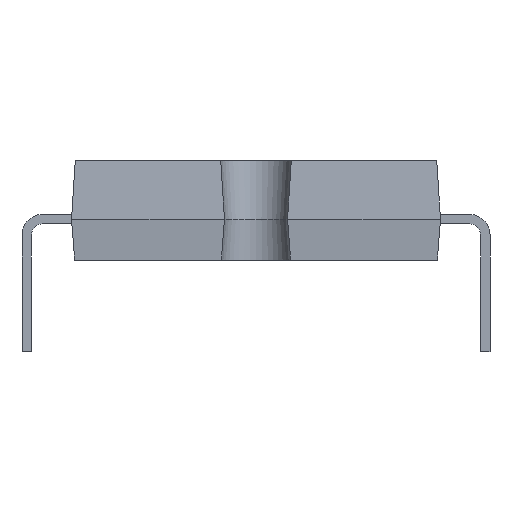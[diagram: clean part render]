
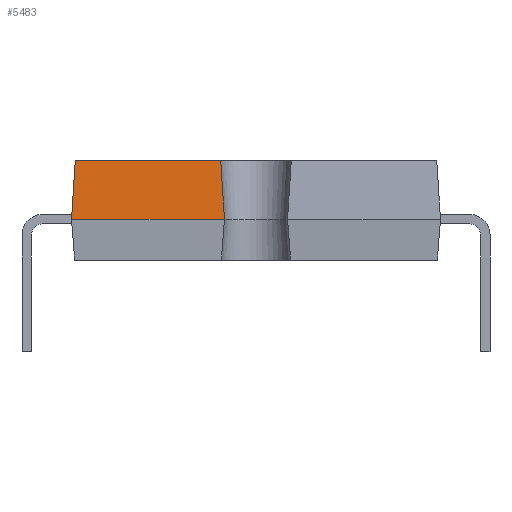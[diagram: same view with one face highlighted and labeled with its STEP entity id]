
A CAD part, left-side view. The second image highlights one B-rep face of the part: STEP entity #5483.
In plain terms, the highlighted planar face has unit normal (-0.998, 0, 0.065).
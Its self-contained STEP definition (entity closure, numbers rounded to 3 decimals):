
#37 = VECTOR ( 'NONE', #21838, 1000. ) ;
#1130 = EDGE_CURVE ( 'NONE', #6765, #4907, #7779, .T. ) ;
#2318 = CARTESIAN_POINT ( 'NONE',  ( -14.5, 5.85, 0. ) ) ;
#2599 = VECTOR ( 'NONE', #16423, 1000. ) ;
#4163 = CARTESIAN_POINT ( 'NONE',  ( -14.38, 1.12, 1.85 ) ) ;
#4322 = ORIENTED_EDGE ( 'NONE', *, *, #12366, .T. ) ;
#4907 = VERTEX_POINT ( 'NONE', #21262 ) ;
#5325 = CARTESIAN_POINT ( 'NONE',  ( -14.5, 1., 0. ) ) ;
#5483 = ADVANCED_FACE ( 'NONE', ( #11468 ), #5597, .T. ) ;
#5597 = PLANE ( 'NONE',  #21267 ) ;
#6341 = ORIENTED_EDGE ( 'NONE', *, *, #8480, .F. ) ;
#6765 = VERTEX_POINT ( 'NONE', #2318 ) ;
#7779 = LINE ( 'NONE', #9511, #12909 ) ;
#8480 = EDGE_CURVE ( 'NONE', #4907, #12847, #10884, .T. ) ;
#9052 = VERTEX_POINT ( 'NONE', #5325 ) ;
#9307 = DIRECTION ( 'NONE',  ( 0., -1., 0. ) ) ;
#9414 = CARTESIAN_POINT ( 'NONE',  ( -14.5, 5.85, 0. ) ) ;
#9511 = CARTESIAN_POINT ( 'NONE',  ( -14.44, 5.79, 0.925 ) ) ;
#10236 = DIRECTION ( 'NONE',  ( 0.065, 0.065, 0.996 ) ) ;
#10518 = CARTESIAN_POINT ( 'NONE',  ( -14.38, 5.73, 1.85 ) ) ;
#10884 = LINE ( 'NONE', #10518, #37 ) ;
#11204 = LINE ( 'NONE', #20451, #2599 ) ;
#11468 = FACE_OUTER_BOUND ( 'NONE', #19997, .T. ) ;
#12188 = LINE ( 'NONE', #14023, #18424 ) ;
#12366 = EDGE_CURVE ( 'NONE', #9052, #12847, #12188, .T. ) ;
#12847 = VERTEX_POINT ( 'NONE', #4163 ) ;
#12909 = VECTOR ( 'NONE', #16789, 1000. ) ;
#13650 = ORIENTED_EDGE ( 'NONE', *, *, #1130, .F. ) ;
#14023 = CARTESIAN_POINT ( 'NONE',  ( -14.44, 1.06, 0.925 ) ) ;
#16423 = DIRECTION ( 'NONE',  ( 0., -1., 0. ) ) ;
#16789 = DIRECTION ( 'NONE',  ( 0.065, -0.065, 0.996 ) ) ;
#18424 = VECTOR ( 'NONE', #10236, 1000. ) ;
#18754 = ORIENTED_EDGE ( 'NONE', *, *, #23129, .T. ) ;
#19997 = EDGE_LOOP ( 'NONE', ( #18754, #4322, #6341, #13650 ) ) ;
#20451 = CARTESIAN_POINT ( 'NONE',  ( -14.5, 5.85, 0. ) ) ;
#20689 = DIRECTION ( 'NONE',  ( -0.998, 0., 0.065 ) ) ;
#21262 = CARTESIAN_POINT ( 'NONE',  ( -14.38, 5.73, 1.85 ) ) ;
#21267 = AXIS2_PLACEMENT_3D ( 'NONE', #9414, #20689, #9307 ) ;
#21838 = DIRECTION ( 'NONE',  ( 0., -1., 0. ) ) ;
#23129 = EDGE_CURVE ( 'NONE', #6765, #9052, #11204, .T. ) ;
